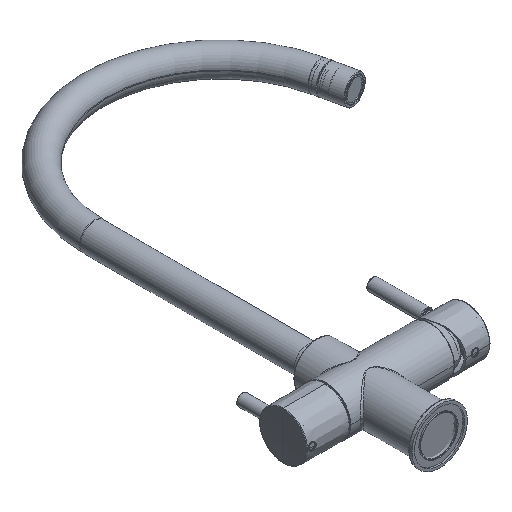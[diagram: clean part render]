
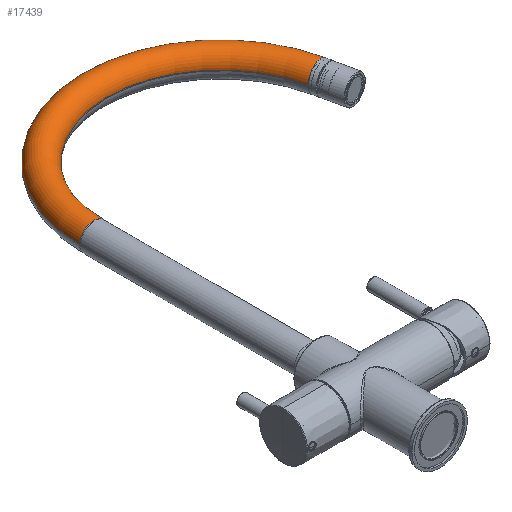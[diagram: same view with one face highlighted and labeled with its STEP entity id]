
A CAD part, isometric view. The second image highlights one B-rep face of the part: STEP entity #17439.
In plain terms, the highlighted toroidal (fillet/blend) face has major radius 110 mm and minor radius 12 mm.
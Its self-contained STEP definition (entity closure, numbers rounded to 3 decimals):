
#17019=CARTESIAN_POINT('',(0.,192.911,0.));
#17020=DIRECTION('',(0.,-1.,0.));
#17021=DIRECTION('',(0.,0.,1.));
#17022=AXIS2_PLACEMENT_3D('',#17019,#17020,#17021);
#17024=CARTESIAN_POINT('',(0.,215.781,217.596));
#17025=DIRECTION('',(0.,-0.978,0.208));
#17026=DIRECTION('',(0.,0.208,0.978));
#17027=AXIS2_PLACEMENT_3D('',#17024,#17025,#17026);
#17029=CARTESIAN_POINT('',(0.,192.911,110.));
#17030=DIRECTION('',(-1.,0.,0.));
#17031=DIRECTION('',(0.,0.208,0.978));
#17032=AXIS2_PLACEMENT_3D('',#17029,#17030,#17031);
#17044=CARTESIAN_POINT('',(0.,192.911,110.));
#17045=DIRECTION('',(-1.,0.,0.));
#17046=DIRECTION('',(0.,0.208,0.978));
#17047=AXIS2_PLACEMENT_3D('',#17044,#17045,#17046);
#17307=CARTESIAN_POINT('',(0.,192.911,12.));
#17308=VERTEX_POINT('',#17307);
#17309=CARTESIAN_POINT('',(0.,192.911,-12.));
#17310=VERTEX_POINT('',#17309);
#17311=CARTESIAN_POINT('',(0.,218.276,229.334));
#17312=VERTEX_POINT('',#17311);
#17313=CARTESIAN_POINT('',(0.,213.287,205.858));
#17314=VERTEX_POINT('',#17313);
#17425=CARTESIAN_POINT('',(0.,192.911,110.));
#17426=DIRECTION('',(1.,0.,0.));
#17427=DIRECTION('',(0.,0.,1.));
#17428=AXIS2_PLACEMENT_3D('',#17425,#17426,#17427);
#17429=TOROIDAL_SURFACE('',#17428,110.,12.);
#17430=ORIENTED_EDGE('',*,*,#17419,.T.);
#17432=ORIENTED_EDGE('',*,*,#17431,.F.);
#17434=ORIENTED_EDGE('',*,*,#17433,.T.);
#17436=ORIENTED_EDGE('',*,*,#17435,.T.);
#17437=EDGE_LOOP('',(#17430,#17432,#17434,#17436));
#17438=FACE_OUTER_BOUND('',#17437,.F.);
#17439=ADVANCED_FACE('',(#17438),#17429,.T.);
#17023=CIRCLE('',#17022,12.);
#17028=CIRCLE('',#17027,12.);
#17033=CIRCLE('',#17032,98.);
#17048=CIRCLE('',#17047,122.);
#17419=EDGE_CURVE('',#17308,#17310,#17023,.T.);
#17431=EDGE_CURVE('',#17312,#17310,#17048,.T.);
#17433=EDGE_CURVE('',#17312,#17314,#17028,.T.);
#17435=EDGE_CURVE('',#17314,#17308,#17033,.T.);
